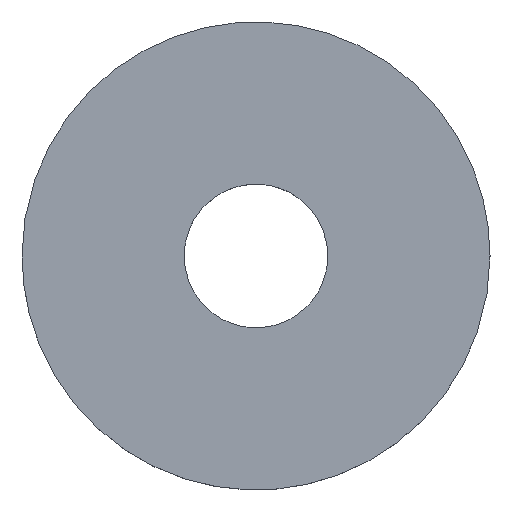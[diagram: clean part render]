
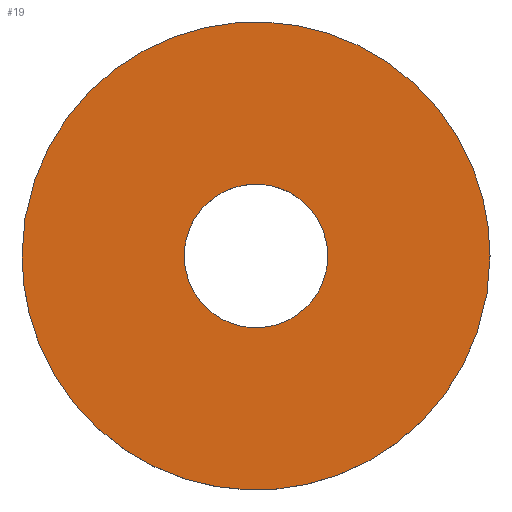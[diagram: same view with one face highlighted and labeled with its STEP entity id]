
A CAD part, top view. The second image highlights one B-rep face of the part: STEP entity #19.
In plain terms, the highlighted planar face has unit normal (0, 0, 1).
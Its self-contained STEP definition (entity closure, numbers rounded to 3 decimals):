
#15=FACE_BOUND('',#32,.T.);
#19=ADVANCED_FACE('',(#25,#15),#93,.T.);
#25=FACE_OUTER_BOUND('',#31,.T.);
#31=EDGE_LOOP('',(#45,#46));
#32=EDGE_LOOP('',(#47,#48));
#45=ORIENTED_EDGE('',*,*,#68,.F.);
#46=ORIENTED_EDGE('',*,*,#61,.F.);
#47=ORIENTED_EDGE('',*,*,#71,.F.);
#48=ORIENTED_EDGE('',*,*,#64,.F.);
#61=EDGE_CURVE('',#85,#89,#73,.T.);
#64=EDGE_CURVE('',#87,#91,#76,.T.);
#68=EDGE_CURVE('',#89,#85,#80,.T.);
#71=EDGE_CURVE('',#91,#87,#83,.T.);
#73=(
BOUNDED_CURVE()
B_SPLINE_CURVE(2,(#179,#180,#181,#182,#183),.UNSPECIFIED.,.F.,.F.)
B_SPLINE_CURVE_WITH_KNOTS((3,2,3),(0.,34.558,69.115),
 .UNSPECIFIED.)
CURVE()
GEOMETRIC_REPRESENTATION_ITEM()
RATIONAL_B_SPLINE_CURVE((1.,0.707,1.,0.707,1.))
REPRESENTATION_ITEM('')
);
#76=(
BOUNDED_CURVE()
B_SPLINE_CURVE(2,(#191,#192,#193,#194,#195),.UNSPECIFIED.,.F.,.F.)
B_SPLINE_CURVE_WITH_KNOTS((3,2,3),(138.23,148.833,159.436),
 .UNSPECIFIED.)
CURVE()
GEOMETRIC_REPRESENTATION_ITEM()
RATIONAL_B_SPLINE_CURVE((1.,0.707,1.,0.707,1.))
REPRESENTATION_ITEM('')
);
#80=(
BOUNDED_CURVE()
B_SPLINE_CURVE(2,(#205,#206,#207,#208,#209),.UNSPECIFIED.,.F.,.F.)
B_SPLINE_CURVE_WITH_KNOTS((3,2,3),(69.115,103.673,138.23),
 .UNSPECIFIED.)
CURVE()
GEOMETRIC_REPRESENTATION_ITEM()
RATIONAL_B_SPLINE_CURVE((1.,0.707,1.,0.707,1.))
REPRESENTATION_ITEM('')
);
#83=(
BOUNDED_CURVE()
B_SPLINE_CURVE(2,(#217,#218,#219,#220,#221),.UNSPECIFIED.,.F.,.F.)
B_SPLINE_CURVE_WITH_KNOTS((3,2,3),(159.436,170.039,180.642),
 .UNSPECIFIED.)
CURVE()
GEOMETRIC_REPRESENTATION_ITEM()
RATIONAL_B_SPLINE_CURVE((1.,0.707,1.,0.707,1.))
REPRESENTATION_ITEM('')
);
#85=VERTEX_POINT('',#171);
#87=VERTEX_POINT('',#173);
#89=VERTEX_POINT('',#175);
#91=VERTEX_POINT('',#177);
#93=PLANE('',#119);
#119=AXIS2_PLACEMENT_3D('',#149,#124,$);
#124=DIRECTION('',(0.,0.,1.));
#149=CARTESIAN_POINT('',(-27.5,27.5,4.));
#171=CARTESIAN_POINT('',(22.,0.,4.));
#173=CARTESIAN_POINT('',(6.75,0.,4.));
#175=CARTESIAN_POINT('',(-22.,0.,4.));
#177=CARTESIAN_POINT('',(-6.75,0.,4.));
#179=CARTESIAN_POINT('',(22.,0.,4.));
#180=CARTESIAN_POINT('',(22.,-22.,4.));
#181=CARTESIAN_POINT('',(0.,-22.,4.));
#182=CARTESIAN_POINT('',(-22.,-22.,4.));
#183=CARTESIAN_POINT('',(-22.,0.,4.));
#191=CARTESIAN_POINT('',(6.75,0.,4.));
#192=CARTESIAN_POINT('',(6.75,6.75,4.));
#193=CARTESIAN_POINT('',(0.,6.75,4.));
#194=CARTESIAN_POINT('',(-6.75,6.75,4.));
#195=CARTESIAN_POINT('',(-6.75,0.,4.));
#205=CARTESIAN_POINT('',(-22.,0.,4.));
#206=CARTESIAN_POINT('',(-22.,22.,4.));
#207=CARTESIAN_POINT('',(0.,22.,4.));
#208=CARTESIAN_POINT('',(22.,22.,4.));
#209=CARTESIAN_POINT('',(22.,0.,4.));
#217=CARTESIAN_POINT('',(-6.75,0.,4.));
#218=CARTESIAN_POINT('',(-6.75,-6.75,4.));
#219=CARTESIAN_POINT('',(0.,-6.75,4.));
#220=CARTESIAN_POINT('',(6.75,-6.75,4.));
#221=CARTESIAN_POINT('',(6.75,0.,4.));
